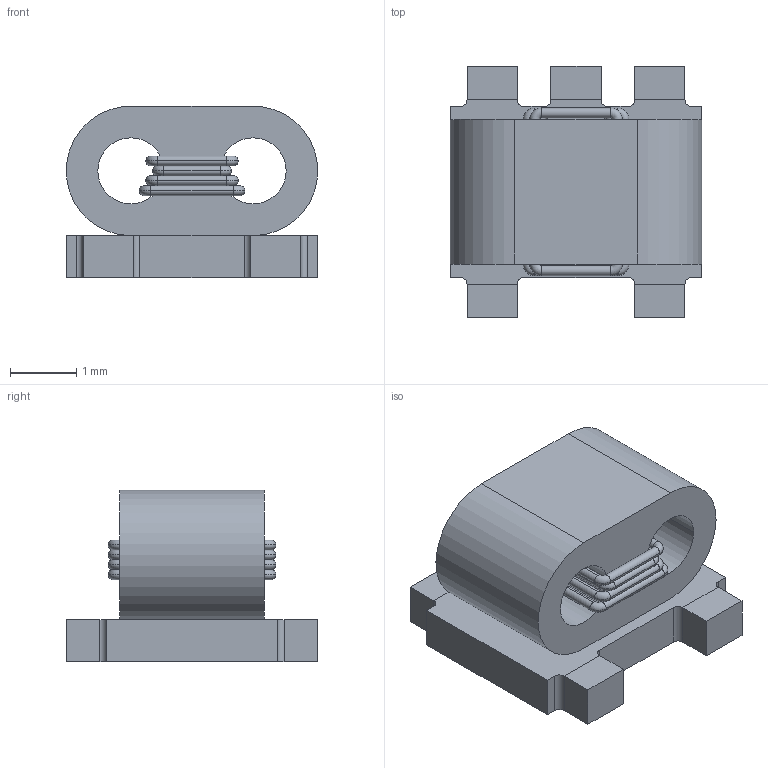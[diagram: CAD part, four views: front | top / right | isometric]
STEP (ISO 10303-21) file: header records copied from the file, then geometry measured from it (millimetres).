
FILE_DESCRIPTION((''),'2;1');
FILE_NAME('XFMR_MA-COM_MABA-007159-000000.stp','2012-10-03T12:44:32',(''),(''),'Mechanical Desktop 2011','Mechanical Desktop 2011',', , ');
FILE_SCHEMA(('AUTOMOTIVE_DESIGN { 1 2 10303 214 1 1 1 1 }'));
Length unit declared in the file: millimetre
Products named in the file (1): Product
Bounding box: 3.81 x 3.81 x 2.6 mm (x, y, z)
Volume: 19.4 mm3; surface area: 100 mm2
Topology: 11 solids, 11 shells, 130 faces, 300 edges, 184 vertices
Faces by surface type: cylinder 48, bspline 35, torus 32, plane 15
Entity records: 3771 total; most frequent: CARTESIAN_POINT 720, DIRECTION 636, ORIENTED_EDGE 600, EDGE_CURVE 300, AXIS2_PLACEMENT_3D 240, VERTEX_POINT 184, VECTOR 156, LINE 156
